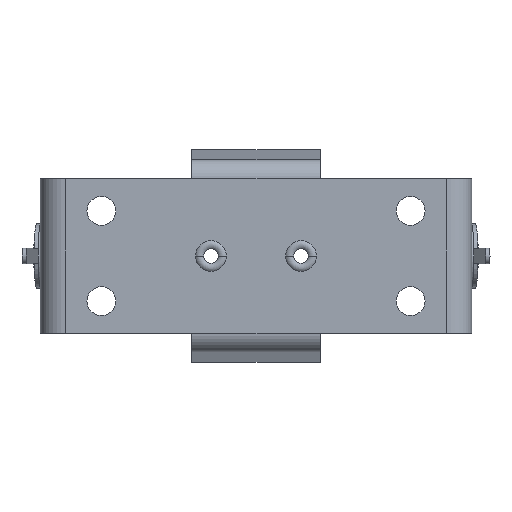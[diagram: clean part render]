
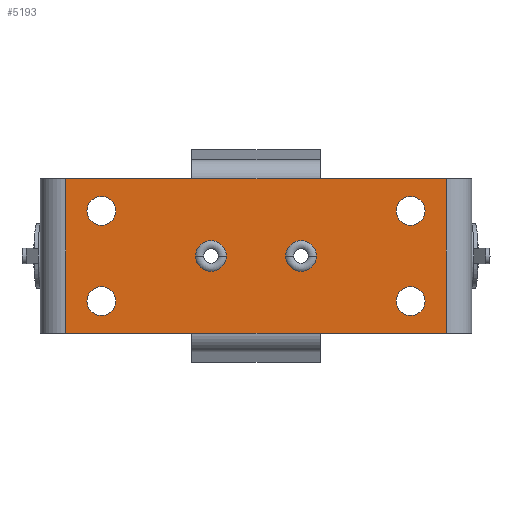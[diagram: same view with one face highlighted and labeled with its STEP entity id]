
A CAD part, front view. The second image highlights one B-rep face of the part: STEP entity #5193.
In plain terms, the highlighted planar face has unit normal (0, -1, 0).
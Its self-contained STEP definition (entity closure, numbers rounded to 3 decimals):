
#83 = CARTESIAN_POINT ( 'NONE',  ( 6.353, -13.44, 0.585 ) ) ;
#330 = CARTESIAN_POINT ( 'NONE',  ( -22.608, -13.44, 11.355 ) ) ;
#551 = VECTOR ( 'NONE', #594, 1000. ) ;
#552 = CARTESIAN_POINT ( 'NONE',  ( -22.608, -13.44, 11.355 ) ) ;
#553 = LINE ( 'NONE', #552, #551 ) ;
#560 = CARTESIAN_POINT ( 'NONE',  ( -18.247, -13.44, -5.511 ) ) ;
#594 = DIRECTION ( 'NONE',  ( 0., 0., -1. ) ) ;
#609 = CARTESIAN_POINT ( 'NONE',  ( -22.608, -13.44, -7.695 ) ) ;
#610 = VECTOR ( 'NONE', #664, 1000. ) ;
#617 = CARTESIAN_POINT ( 'NONE',  ( -18.247, -13.44, -1.955 ) ) ;
#618 = LINE ( 'NONE', #609, #610 ) ;
#621 = DIRECTION ( 'NONE',  ( 0., 0., -1. ) ) ;
#622 = DIRECTION ( 'NONE',  ( 0., 1., 0. ) ) ;
#623 = CARTESIAN_POINT ( 'NONE',  ( -18.247, -13.44, -3.733 ) ) ;
#624 = AXIS2_PLACEMENT_3D ( 'NONE', #623, #622, #621 ) ;
#625 = CIRCLE ( 'NONE', #624, 1.778 ) ;
#664 = DIRECTION ( 'NONE',  ( -1., 0., 0. ) ) ;
#730 = CARTESIAN_POINT ( 'NONE',  ( 24.215, -13.44, -7.695 ) ) ;
#780 = CARTESIAN_POINT ( 'NONE',  ( 19.853, -13.44, -1.955 ) ) ;
#781 = CARTESIAN_POINT ( 'NONE',  ( 19.853, -13.44, -5.511 ) ) ;
#785 = DIRECTION ( 'NONE',  ( 0., 0., 1. ) ) ;
#786 = DIRECTION ( 'NONE',  ( 0., 1., 0. ) ) ;
#787 = CARTESIAN_POINT ( 'NONE',  ( 19.853, -13.44, -3.733 ) ) ;
#788 = AXIS2_PLACEMENT_3D ( 'NONE', #787, #786, #785 ) ;
#789 = CIRCLE ( 'NONE', #788, 1.778 ) ;
#798 = CIRCLE ( 'NONE', #826, 1.245 ) ;
#800 = DIRECTION ( 'NONE',  ( 0., 0., 1. ) ) ;
#812 = CARTESIAN_POINT ( 'NONE',  ( 6.353, -13.44, 3.074 ) ) ;
#813 = CARTESIAN_POINT ( 'NONE',  ( 6.353, -13.44, 1.83 ) ) ;
#818 = DIRECTION ( 'NONE',  ( 0., 1., 0. ) ) ;
#826 = AXIS2_PLACEMENT_3D ( 'NONE', #813, #818, #800 ) ;
#846 = PLANE ( 'NONE',  #850 ) ;
#848 = DIRECTION ( 'NONE',  ( 0., -1., 0. ) ) ;
#849 = CARTESIAN_POINT ( 'NONE',  ( -22.608, -13.44, 11.355 ) ) ;
#850 = AXIS2_PLACEMENT_3D ( 'NONE', #849, #848, #882 ) ;
#853 = FACE_BOUND ( 'NONE', #5271, .T. ) ;
#854 = FACE_BOUND ( 'NONE', #5275, .T. ) ;
#868 = CARTESIAN_POINT ( 'NONE',  ( -4.747, -13.44, 3.074 ) ) ;
#871 = FACE_BOUND ( 'NONE', #5267, .T. ) ;
#872 = FACE_BOUND ( 'NONE', #5230, .T. ) ;
#882 = DIRECTION ( 'NONE',  ( 0., 0., -1. ) ) ;
#883 = FACE_OUTER_BOUND ( 'NONE', #5245, .T. ) ;
#884 = FACE_BOUND ( 'NONE', #5298, .T. ) ;
#886 = FACE_BOUND ( 'NONE', #5241, .T. ) ;
#925 = DIRECTION ( 'NONE',  ( 0., 0., -1. ) ) ;
#926 = VECTOR ( 'NONE', #925, 1000. ) ;
#927 = CARTESIAN_POINT ( 'NONE',  ( 24.215, -13.44, 11.355 ) ) ;
#928 = LINE ( 'NONE', #927, #926 ) ;
#937 = CARTESIAN_POINT ( 'NONE',  ( 24.215, -13.44, 11.355 ) ) ;
#987 = DIRECTION ( 'NONE',  ( 0., 1., 0. ) ) ;
#988 = CARTESIAN_POINT ( 'NONE',  ( -18.247, -13.44, -3.733 ) ) ;
#989 = AXIS2_PLACEMENT_3D ( 'NONE', #988, #987, #1002 ) ;
#990 = CIRCLE ( 'NONE', #989, 1.778 ) ;
#997 = AXIS2_PLACEMENT_3D ( 'NONE', #1124, #1125, #1123 ) ;
#998 = CIRCLE ( 'NONE', #997, 1.778 ) ;
#1002 = DIRECTION ( 'NONE',  ( 0., 0., -1. ) ) ;
#1005 = DIRECTION ( 'NONE',  ( 0., 1., 0. ) ) ;
#1006 = CARTESIAN_POINT ( 'NONE',  ( 6.353, -13.44, 1.83 ) ) ;
#1007 = AXIS2_PLACEMENT_3D ( 'NONE', #1006, #1005, #1020 ) ;
#1008 = CIRCLE ( 'NONE', #1007, 1.245 ) ;
#1013 = AXIS2_PLACEMENT_3D ( 'NONE', #1023, #1022, #1021 ) ;
#1014 = CIRCLE ( 'NONE', #1013, 1.778 ) ;
#1020 = DIRECTION ( 'NONE',  ( 0., 0., 1. ) ) ;
#1021 = DIRECTION ( 'NONE',  ( 0., 0., 1. ) ) ;
#1022 = DIRECTION ( 'NONE',  ( 0., 1., 0. ) ) ;
#1023 = CARTESIAN_POINT ( 'NONE',  ( 19.853, -13.44, -3.733 ) ) ;
#1032 = DIRECTION ( 'NONE',  ( 0., 0., -1. ) ) ;
#1033 = CIRCLE ( 'NONE', #1039, 1.245 ) ;
#1038 = CARTESIAN_POINT ( 'NONE',  ( -4.747, -13.44, 1.83 ) ) ;
#1039 = AXIS2_PLACEMENT_3D ( 'NONE', #1038, #1040, #1032 ) ;
#1040 = DIRECTION ( 'NONE',  ( 0., 1., 0. ) ) ;
#1045 = CARTESIAN_POINT ( 'NONE',  ( -4.747, -13.44, 0.585 ) ) ;
#1068 = DIRECTION ( 'NONE',  ( -1., 0., 0. ) ) ;
#1069 = VECTOR ( 'NONE', #1068, 1000. ) ;
#1070 = CARTESIAN_POINT ( 'NONE',  ( -22.608, -13.44, 11.355 ) ) ;
#1071 = LINE ( 'NONE', #1070, #1069 ) ;
#1123 = DIRECTION ( 'NONE',  ( 0., 0., 1. ) ) ;
#1124 = CARTESIAN_POINT ( 'NONE',  ( -18.247, -13.44, 7.392 ) ) ;
#1125 = DIRECTION ( 'NONE',  ( 0., 1., 0. ) ) ;
#1128 = AXIS2_PLACEMENT_3D ( 'NONE', #1159, #1169, #1142 ) ;
#1129 = CARTESIAN_POINT ( 'NONE',  ( 19.853, -13.44, 7.392 ) ) ;
#1139 = DIRECTION ( 'NONE',  ( 0., 1., 0. ) ) ;
#1140 = CIRCLE ( 'NONE', #1128, 1.245 ) ;
#1141 = AXIS2_PLACEMENT_3D ( 'NONE', #1129, #1139, #1158 ) ;
#1142 = DIRECTION ( 'NONE',  ( 0., 0., -1. ) ) ;
#1157 = CIRCLE ( 'NONE', #1141, 1.778 ) ;
#1158 = DIRECTION ( 'NONE',  ( 0., 0., -1. ) ) ;
#1159 = CARTESIAN_POINT ( 'NONE',  ( -4.747, -13.44, 1.83 ) ) ;
#1169 = DIRECTION ( 'NONE',  ( 0., 1., 0. ) ) ;
#1178 = DIRECTION ( 'NONE',  ( 0., 0., 1. ) ) ;
#1179 = DIRECTION ( 'NONE',  ( 0., 1., 0. ) ) ;
#1180 = CARTESIAN_POINT ( 'NONE',  ( -18.247, -13.44, 7.392 ) ) ;
#1181 = AXIS2_PLACEMENT_3D ( 'NONE', #1180, #1179, #1178 ) ;
#1182 = CIRCLE ( 'NONE', #1181, 1.778 ) ;
#1233 = CARTESIAN_POINT ( 'NONE',  ( -18.247, -13.44, 9.17 ) ) ;
#1234 = CARTESIAN_POINT ( 'NONE',  ( -18.247, -13.44, 5.614 ) ) ;
#1470 = CARTESIAN_POINT ( 'NONE',  ( -22.608, -13.44, -7.695 ) ) ;
#1478 = DIRECTION ( 'NONE',  ( 0., 1., 0. ) ) ;
#1479 = CARTESIAN_POINT ( 'NONE',  ( 19.853, -13.44, 7.392 ) ) ;
#1480 = AXIS2_PLACEMENT_3D ( 'NONE', #1479, #1478, #1497 ) ;
#1481 = CIRCLE ( 'NONE', #1480, 1.778 ) ;
#1495 = CARTESIAN_POINT ( 'NONE',  ( 19.853, -13.44, 9.17 ) ) ;
#1496 = CARTESIAN_POINT ( 'NONE',  ( 19.853, -13.44, 5.614 ) ) ;
#1497 = DIRECTION ( 'NONE',  ( 0., 0., -1. ) ) ;
#4365 = VERTEX_POINT ( 'NONE', #330 ) ;
#5107 = VERTEX_POINT ( 'NONE', #560 ) ;
#5108 = EDGE_CURVE ( 'NONE', #4365, #5375, #553, .T. ) ;
#5113 = EDGE_CURVE ( 'NONE', #5147, #5375, #618, .T. ) ;
#5118 = VERTEX_POINT ( 'NONE', #617 ) ;
#5130 = EDGE_CURVE ( 'NONE', #5107, #5118, #625, .T. ) ;
#5147 = VERTEX_POINT ( 'NONE', #730 ) ;
#5158 = EDGE_CURVE ( 'NONE', #5379, #5159, #798, .T. ) ;
#5159 = VERTEX_POINT ( 'NONE', #812 ) ;
#5183 = EDGE_CURVE ( 'NONE', #5184, #5185, #789, .T. ) ;
#5184 = VERTEX_POINT ( 'NONE', #781 ) ;
#5185 = VERTEX_POINT ( 'NONE', #780 ) ;
#5189 = VERTEX_POINT ( 'NONE', #868 ) ;
#5192 = ORIENTED_EDGE ( 'NONE', *, *, #5209, .F. ) ;
#5193 = ADVANCED_FACE ( 'NONE', ( #884, #872, #871, #853, #854, #886, #883 ), #846, .T. ) ;
#5194 = ORIENTED_EDGE ( 'NONE', *, *, #5228, .T. ) ;
#5207 = VERTEX_POINT ( 'NONE', #937 ) ;
#5209 = EDGE_CURVE ( 'NONE', #5207, #5147, #928, .T. ) ;
#5228 = EDGE_CURVE ( 'NONE', #5118, #5107, #990, .T. ) ;
#5229 = ORIENTED_EDGE ( 'NONE', *, *, #5130, .T. ) ;
#5230 = EDGE_LOOP ( 'NONE', ( #5264, #5266 ) ) ;
#5231 = ORIENTED_EDGE ( 'NONE', *, *, #5263, .T. ) ;
#5232 = ORIENTED_EDGE ( 'NONE', *, *, #5108, .T. ) ;
#5238 = ORIENTED_EDGE ( 'NONE', *, *, #5239, .T. ) ;
#5239 = EDGE_CURVE ( 'NONE', #5185, #5184, #1014, .T. ) ;
#5240 = ORIENTED_EDGE ( 'NONE', *, *, #5183, .T. ) ;
#5241 = EDGE_LOOP ( 'NONE', ( #5242, #5244 ) ) ;
#5242 = ORIENTED_EDGE ( 'NONE', *, *, #5243, .T. ) ;
#5243 = EDGE_CURVE ( 'NONE', #5159, #5379, #1008, .T. ) ;
#5244 = ORIENTED_EDGE ( 'NONE', *, *, #5158, .T. ) ;
#5245 = EDGE_LOOP ( 'NONE', ( #5246, #5192, #5231, #5232 ) ) ;
#5246 = ORIENTED_EDGE ( 'NONE', *, *, #5113, .F. ) ;
#5252 = EDGE_CURVE ( 'NONE', #5253, #5189, #1033, .T. ) ;
#5253 = VERTEX_POINT ( 'NONE', #1045 ) ;
#5263 = EDGE_CURVE ( 'NONE', #5207, #4365, #1071, .T. ) ;
#5264 = ORIENTED_EDGE ( 'NONE', *, *, #5265, .T. ) ;
#5265 = EDGE_CURVE ( 'NONE', #5318, #5317, #998, .T. ) ;
#5266 = ORIENTED_EDGE ( 'NONE', *, *, #5316, .T. ) ;
#5267 = EDGE_LOOP ( 'NONE', ( #5268, #5270 ) ) ;
#5268 = ORIENTED_EDGE ( 'NONE', *, *, #5269, .T. ) ;
#5269 = EDGE_CURVE ( 'NONE', #5189, #5253, #1140, .T. ) ;
#5270 = ORIENTED_EDGE ( 'NONE', *, *, #5252, .T. ) ;
#5271 = EDGE_LOOP ( 'NONE', ( #5272, #5274 ) ) ;
#5272 = ORIENTED_EDGE ( 'NONE', *, *, #5273, .T. ) ;
#5273 = EDGE_CURVE ( 'NONE', #5371, #5370, #1157, .T. ) ;
#5274 = ORIENTED_EDGE ( 'NONE', *, *, #5369, .T. ) ;
#5275 = EDGE_LOOP ( 'NONE', ( #5238, #5240 ) ) ;
#5298 = EDGE_LOOP ( 'NONE', ( #5194, #5229 ) ) ;
#5316 = EDGE_CURVE ( 'NONE', #5317, #5318, #1182, .T. ) ;
#5317 = VERTEX_POINT ( 'NONE', #1234 ) ;
#5318 = VERTEX_POINT ( 'NONE', #1233 ) ;
#5369 = EDGE_CURVE ( 'NONE', #5370, #5371, #1481, .T. ) ;
#5370 = VERTEX_POINT ( 'NONE', #1496 ) ;
#5371 = VERTEX_POINT ( 'NONE', #1495 ) ;
#5375 = VERTEX_POINT ( 'NONE', #1470 ) ;
#5379 = VERTEX_POINT ( 'NONE', #83 ) ;
